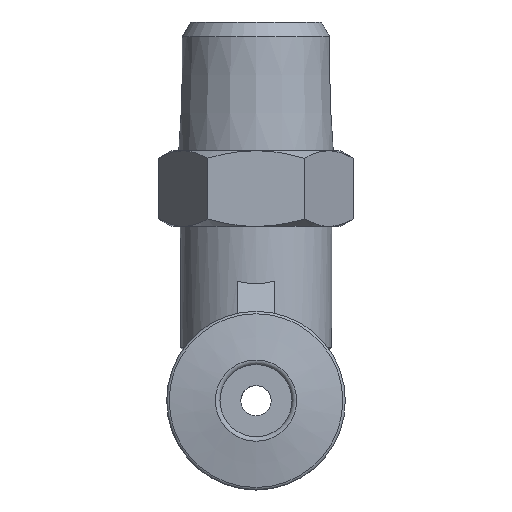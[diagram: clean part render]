
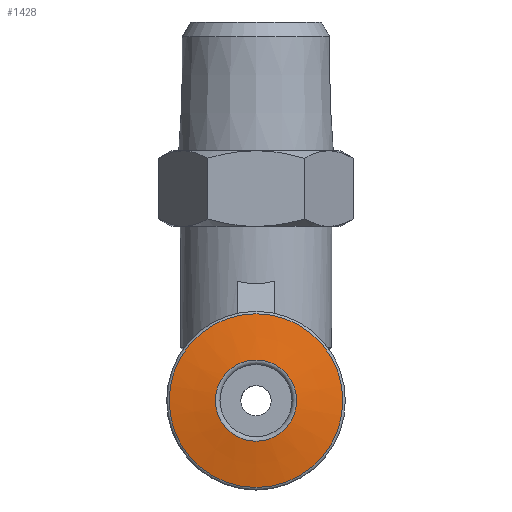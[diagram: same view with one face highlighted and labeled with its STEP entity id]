
A CAD part, left-side view. The second image highlights one B-rep face of the part: STEP entity #1428.
In plain terms, the highlighted conical face has half-angle 80 degrees and reference radius 2.681 mm.
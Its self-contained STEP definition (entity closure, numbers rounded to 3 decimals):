
#42=CONICAL_SURFACE('',#1535,2.681,1.396);
#330=ORIENTED_EDGE('',*,*,#497,.F.);
#331=ORIENTED_EDGE('',*,*,#498,.T.);
#497=EDGE_CURVE('',#588,#588,#643,.T.);
#498=EDGE_CURVE('',#589,#589,#644,.T.);
#588=VERTEX_POINT('',#2197);
#589=VERTEX_POINT('',#2199);
#643=CIRCLE('',#1536,5.735);
#644=CIRCLE('',#1537,2.681);
#714=EDGE_LOOP('',(#330));
#715=EDGE_LOOP('',(#331));
#822=FACE_BOUND('',#714,.T.);
#823=FACE_BOUND('',#715,.T.);
#1428=ADVANCED_FACE('',(#822,#823),#42,.T.);
#1535=AXIS2_PLACEMENT_3D('',#2195,#1757,#1758);
#1536=AXIS2_PLACEMENT_3D('',#2196,#1759,#1760);
#1537=AXIS2_PLACEMENT_3D('',#2198,#1761,#1762);
#1757=DIRECTION('',(1.,0.,0.));
#1758=DIRECTION('',(0.,0.,-1.));
#1759=DIRECTION('',(1.,0.,0.));
#1760=DIRECTION('',(0.,0.,-1.));
#1761=DIRECTION('',(1.,0.,0.));
#1762=DIRECTION('',(0.,0.,-1.));
#2195=CARTESIAN_POINT('',(-19.2,0.,0.));
#2196=CARTESIAN_POINT('',(-18.662,0.,0.));
#2197=CARTESIAN_POINT('',(-18.662,0.,-5.735));
#2198=CARTESIAN_POINT('',(-19.2,0.,0.));
#2199=CARTESIAN_POINT('',(-19.2,0.,-2.681));
